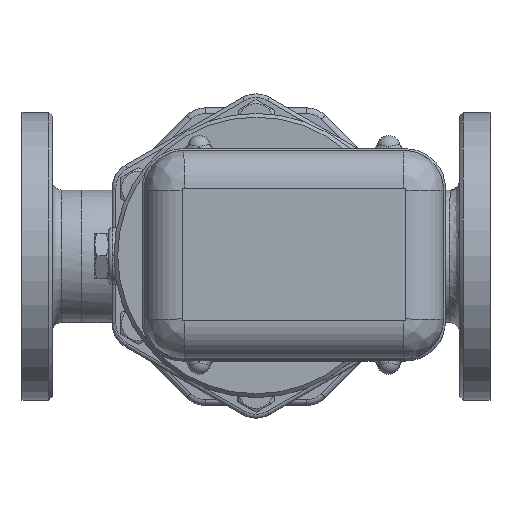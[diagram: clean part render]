
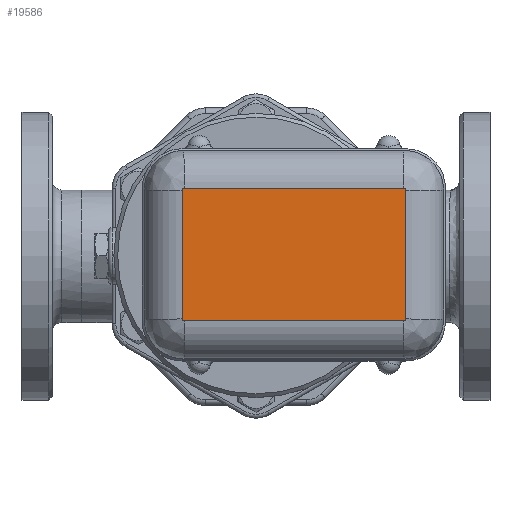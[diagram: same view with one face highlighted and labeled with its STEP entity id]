
A CAD part, top view. The second image highlights one B-rep face of the part: STEP entity #19586.
In plain terms, the highlighted planar face has unit normal (0, 0, 1).
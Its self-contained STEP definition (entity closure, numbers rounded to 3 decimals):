
#389=PLANE('',#21029);
#1530=LINE('',#31667,#2768);
#1532=LINE('',#31703,#2770);
#1535=LINE('',#31710,#2773);
#1537=LINE('',#31741,#2775);
#2768=VECTOR('',#23699,116.);
#2770=VECTOR('',#23719,68.);
#2773=VECTOR('',#23726,68.);
#2775=VECTOR('',#23742,116.);
#4438=FACE_OUTER_BOUND('',#5768,.T.);
#5768=EDGE_LOOP('',(#14230,#14231,#14232,#14233,#14234,#14235,#14236,#14237));
#7764=CIRCLE('',#21005,1.);
#7768=CIRCLE('',#21009,1.);
#7772=CIRCLE('',#21015,1.);
#7776=CIRCLE('',#21019,1.);
#9011=VERTEX_POINT('',#31664);
#9012=VERTEX_POINT('',#31666);
#9015=VERTEX_POINT('',#31681);
#9016=VERTEX_POINT('',#31694);
#9019=VERTEX_POINT('',#31701);
#9020=VERTEX_POINT('',#31706);
#9023=VERTEX_POINT('',#31721);
#9024=VERTEX_POINT('',#31734);
#11038=EDGE_CURVE('',#9011,#9012,#1530,.T.);
#11042=EDGE_CURVE('',#9015,#9011,#7764,.T.);
#11046=EDGE_CURVE('',#9012,#9016,#7768,.T.);
#11048=EDGE_CURVE('',#9019,#9015,#1532,.T.);
#11052=EDGE_CURVE('',#9016,#9020,#1535,.T.);
#11054=EDGE_CURVE('',#9023,#9019,#7772,.T.);
#11058=EDGE_CURVE('',#9020,#9024,#7776,.T.);
#11060=EDGE_CURVE('',#9024,#9023,#1537,.T.);
#14230=ORIENTED_EDGE('',*,*,#11038,.F.);
#14231=ORIENTED_EDGE('',*,*,#11042,.F.);
#14232=ORIENTED_EDGE('',*,*,#11048,.F.);
#14233=ORIENTED_EDGE('',*,*,#11054,.F.);
#14234=ORIENTED_EDGE('',*,*,#11060,.F.);
#14235=ORIENTED_EDGE('',*,*,#11058,.F.);
#14236=ORIENTED_EDGE('',*,*,#11052,.F.);
#14237=ORIENTED_EDGE('',*,*,#11046,.F.);
#19586=ADVANCED_FACE('',(#4438),#389,.T.);
#21005=AXIS2_PLACEMENT_3D('',#31683,#23705,#23706);
#21009=AXIS2_PLACEMENT_3D('',#31698,#23713,#23714);
#21015=AXIS2_PLACEMENT_3D('',#31723,#23729,#23730);
#21019=AXIS2_PLACEMENT_3D('',#31738,#23737,#23738);
#21029=AXIS2_PLACEMENT_3D('',#31804,#23766,#23767);
#23699=DIRECTION('',(-1.,0.,0.));
#23705=DIRECTION('center_axis',(0.,0.,-1.));
#23706=DIRECTION('ref_axis',(0.707,-0.707,0.));
#23713=DIRECTION('center_axis',(0.,0.,-1.));
#23714=DIRECTION('ref_axis',(-0.707,-0.707,0.));
#23719=DIRECTION('',(0.,-1.,0.));
#23726=DIRECTION('',(0.,1.,0.));
#23729=DIRECTION('center_axis',(0.,0.,-1.));
#23730=DIRECTION('ref_axis',(0.707,0.707,0.));
#23737=DIRECTION('center_axis',(0.,0.,-1.));
#23738=DIRECTION('ref_axis',(-0.707,0.707,0.));
#23742=DIRECTION('',(1.,0.,0.));
#23766=DIRECTION('center_axis',(0.,0.,1.));
#23767=DIRECTION('ref_axis',(1.,0.,0.));
#31664=CARTESIAN_POINT('',(78.,-35.,617.));
#31666=CARTESIAN_POINT('',(-38.,-35.,617.));
#31667=CARTESIAN_POINT('',(59.5,-35.,617.));
#31681=CARTESIAN_POINT('',(79.,-34.,617.));
#31683=CARTESIAN_POINT('Origin',(78.,-34.,617.));
#31694=CARTESIAN_POINT('',(-39.,-34.,617.));
#31698=CARTESIAN_POINT('Origin',(-38.,-34.,617.));
#31701=CARTESIAN_POINT('',(79.,34.,617.));
#31703=CARTESIAN_POINT('',(79.,27.5,617.));
#31706=CARTESIAN_POINT('',(-39.,34.,617.));
#31710=CARTESIAN_POINT('',(-39.,-27.5,617.));
#31721=CARTESIAN_POINT('',(78.,35.,617.));
#31723=CARTESIAN_POINT('Origin',(78.,34.,617.));
#31734=CARTESIAN_POINT('',(-38.,35.,617.));
#31738=CARTESIAN_POINT('Origin',(-38.,34.,617.));
#31741=CARTESIAN_POINT('',(-19.5,35.,617.));
#31804=CARTESIAN_POINT('Origin',(20.,0.,617.));
